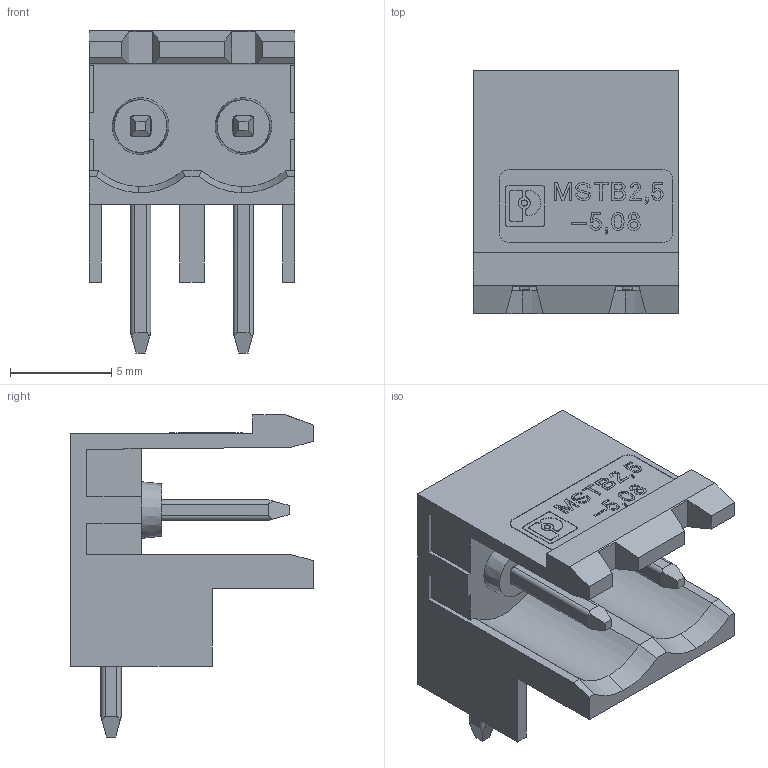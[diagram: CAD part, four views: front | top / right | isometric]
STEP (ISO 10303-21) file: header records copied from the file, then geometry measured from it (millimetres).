
FILE_DESCRIPTION(('STEP AP214'),'1');
FILE_NAME('cctmp_A02B8BBE-2E69-475E-8DAA-2F8D02083054_2023_03_01_13_07_53_0729_12532..stp','2023-03-01T13:07:54',('PHOENIX CONTACT Deutschland GmbH'),('CADClick - www.CADClick.com'),'Spatial InterOp 3D',' ','unknown authorization');
FILE_SCHEMA(('AUTOMOTIVE_DESIGN'));
Length unit declared in the file: millimetre
Products named in the file (4): 2023_03_01_13_07_53_0681; 2023_03_01_13_07_53_0728; 2023_03_01_13_07_53_0726; 2023_03_01_13_07_53_0695
Assembly tree (3 placements, depth 2):
  2023_03_01_13_07_53_0681
    2023_03_01_13_07_53_0728
    2023_03_01_13_07_53_0726
    2023_03_01_13_07_53_0695
Bounding box: 10.16 x 12 x 15.92 mm (x, y, z)
Volume: 517.9 mm3; surface area: 1084.2 mm2
Topology: 3 solids, 3 shells, 705 faces, 2013 edges, 1338 vertices
Faces by surface type: plane 608, cylinder 66, bspline 17, cone 8, torus 4, sphere 2
Entity records: 46638 total; most frequent: CARTESIAN_POINT 6463, ORIENTED_EDGE 4026, STYLED_ITEM 3938, PRESENTATION_STYLE_ASSIGNMENT 3938, COLOUR_RGB 3938, DIRECTION 3405, EDGE_CURVE 2013, CURVE_STYLE 1970
